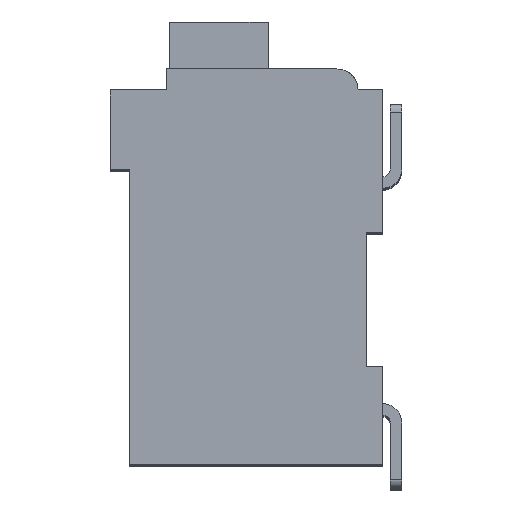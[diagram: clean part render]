
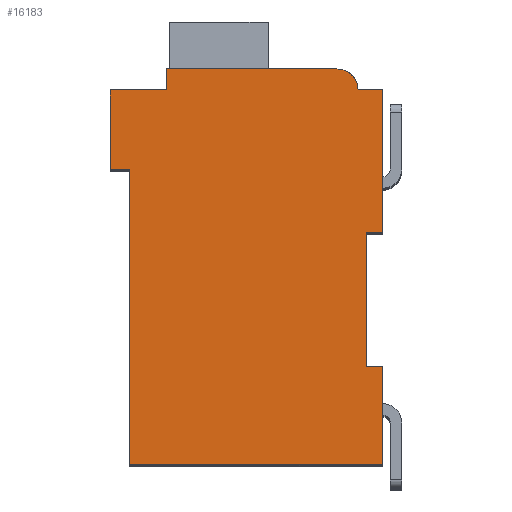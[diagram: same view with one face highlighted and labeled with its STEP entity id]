
A CAD part, top view. The second image highlights one B-rep face of the part: STEP entity #16183.
In plain terms, the highlighted planar face has unit normal (0, 0, 1).
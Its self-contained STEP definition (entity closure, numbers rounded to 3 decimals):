
#2958=DIRECTION('',(1.,0.,0.));
#2959=VECTOR('',#2958,0.5);
#2960=CARTESIAN_POINT('',(7.3,7.15,2.1));
#2961=LINE('',#2960,#2959);
#2962=DIRECTION('',(0.,1.,0.));
#2963=VECTOR('',#2962,4.15);
#2964=CARTESIAN_POINT('',(7.3,3.,2.1));
#2965=LINE('',#2964,#2963);
#2966=DIRECTION('',(-1.,0.,0.));
#2967=VECTOR('',#2966,0.5);
#2968=CARTESIAN_POINT('',(7.8,3.,2.1));
#2969=LINE('',#2968,#2967);
#2970=DIRECTION('',(0.,1.,0.));
#2971=VECTOR('',#2970,3.);
#2972=CARTESIAN_POINT('',(7.8,0.,2.1));
#2973=LINE('',#2972,#2971);
#2974=DIRECTION('',(1.,0.,0.));
#2975=VECTOR('',#2974,7.8);
#2976=CARTESIAN_POINT('',(0.,0.,2.1));
#2977=LINE('',#2976,#2975);
#2978=DIRECTION('',(0.,-1.,0.));
#2979=VECTOR('',#2978,9.1);
#2980=CARTESIAN_POINT('',(0.,9.1,2.1));
#2981=LINE('',#2980,#2979);
#2982=DIRECTION('',(1.,0.,0.));
#2983=VECTOR('',#2982,0.6);
#2984=CARTESIAN_POINT('',(-0.6,9.1,2.1));
#2985=LINE('',#2984,#2983);
#2986=DIRECTION('',(0.,-1.,0.));
#2987=VECTOR('',#2986,2.45);
#2988=CARTESIAN_POINT('',(-0.6,11.55,2.1));
#2989=LINE('',#2988,#2987);
#2990=DIRECTION('',(-1.,0.,0.));
#2991=VECTOR('',#2990,1.75);
#2992=CARTESIAN_POINT('',(1.15,11.55,2.1));
#2993=LINE('',#2992,#2991);
#2994=DIRECTION('',(0.,-1.,0.));
#2995=VECTOR('',#2994,0.65);
#2996=CARTESIAN_POINT('',(1.15,12.2,2.1));
#2997=LINE('',#2996,#2995);
#2998=DIRECTION('',(-1.,0.,0.));
#2999=VECTOR('',#2998,5.25);
#3000=CARTESIAN_POINT('',(6.4,12.2,2.1));
#3001=LINE('',#3000,#2999);
#3002=CARTESIAN_POINT('',(6.4,11.55,2.1));
#3003=DIRECTION('',(0.,0.,1.));
#3004=DIRECTION('',(1.,0.,0.));
#3005=AXIS2_PLACEMENT_3D('',#3002,#3003,#3004);
#3007=DIRECTION('',(-1.,0.,0.));
#3008=VECTOR('',#3007,0.75);
#3009=CARTESIAN_POINT('',(7.8,11.55,2.1));
#3010=LINE('',#3009,#3008);
#3011=DIRECTION('',(0.,1.,0.));
#3012=VECTOR('',#3011,4.4);
#3013=CARTESIAN_POINT('',(7.8,7.15,2.1));
#3014=LINE('',#3013,#3012);
#10419=CARTESIAN_POINT('',(7.3,7.15,2.1));
#10420=CARTESIAN_POINT('',(7.8,7.15,2.1));
#10421=VERTEX_POINT('',#10419);
#10422=VERTEX_POINT('',#10420);
#10423=CARTESIAN_POINT('',(7.8,11.55,2.1));
#10424=VERTEX_POINT('',#10423);
#10425=CARTESIAN_POINT('',(7.05,11.55,2.1));
#10426=VERTEX_POINT('',#10425);
#10427=CARTESIAN_POINT('',(6.4,12.2,2.1));
#10428=VERTEX_POINT('',#10427);
#10429=CARTESIAN_POINT('',(1.15,12.2,2.1));
#10430=VERTEX_POINT('',#10429);
#10431=CARTESIAN_POINT('',(1.15,11.55,2.1));
#10432=VERTEX_POINT('',#10431);
#10433=CARTESIAN_POINT('',(-0.6,11.55,2.1));
#10434=VERTEX_POINT('',#10433);
#10435=CARTESIAN_POINT('',(-0.6,9.1,2.1));
#10436=VERTEX_POINT('',#10435);
#10437=CARTESIAN_POINT('',(0.,9.1,2.1));
#10438=VERTEX_POINT('',#10437);
#10439=CARTESIAN_POINT('',(0.,0.,2.1));
#10440=VERTEX_POINT('',#10439);
#10441=CARTESIAN_POINT('',(7.8,0.,2.1));
#10442=VERTEX_POINT('',#10441);
#10443=CARTESIAN_POINT('',(7.8,3.,2.1));
#10444=VERTEX_POINT('',#10443);
#10445=CARTESIAN_POINT('',(7.3,3.,2.1));
#10446=VERTEX_POINT('',#10445);
#16159=CARTESIAN_POINT('',(0.,0.,2.1));
#16160=DIRECTION('',(0.,0.,1.));
#16161=DIRECTION('',(1.,0.,0.));
#16162=AXIS2_PLACEMENT_3D('',#16159,#16160,#16161);
#16163=PLANE('',#16162);
#16164=ORIENTED_EDGE('',*,*,#13660,.F.);
#16165=ORIENTED_EDGE('',*,*,#14196,.F.);
#16167=ORIENTED_EDGE('',*,*,#16166,.F.);
#16169=ORIENTED_EDGE('',*,*,#16168,.F.);
#16171=ORIENTED_EDGE('',*,*,#16170,.F.);
#16172=ORIENTED_EDGE('',*,*,#14608,.F.);
#16173=ORIENTED_EDGE('',*,*,#14720,.F.);
#16174=ORIENTED_EDGE('',*,*,#14919,.F.);
#16175=ORIENTED_EDGE('',*,*,#15123,.F.);
#16176=ORIENTED_EDGE('',*,*,#15192,.F.);
#16177=ORIENTED_EDGE('',*,*,#15511,.F.);
#16178=ORIENTED_EDGE('',*,*,#15975,.F.);
#16179=ORIENTED_EDGE('',*,*,#15863,.F.);
#16180=ORIENTED_EDGE('',*,*,#13952,.F.);
#16181=EDGE_LOOP('',(#16164,#16165,#16167,#16169,#16171,#16172,#16173,#16174,
#16175,#16176,#16177,#16178,#16179,#16180));
#16182=FACE_OUTER_BOUND('',#16181,.F.);
#3006=CIRCLE('',#3005,0.65);
#13660=EDGE_CURVE('',#10421,#10422,#2961,.T.);
#13952=EDGE_CURVE('',#10422,#10424,#3014,.T.);
#14196=EDGE_CURVE('',#10446,#10421,#2965,.T.);
#14608=EDGE_CURVE('',#10438,#10440,#2981,.T.);
#14720=EDGE_CURVE('',#10436,#10438,#2985,.T.);
#14919=EDGE_CURVE('',#10434,#10436,#2989,.T.);
#15123=EDGE_CURVE('',#10432,#10434,#2993,.T.);
#15192=EDGE_CURVE('',#10430,#10432,#2997,.T.);
#15511=EDGE_CURVE('',#10428,#10430,#3001,.T.);
#15863=EDGE_CURVE('',#10424,#10426,#3010,.T.);
#15975=EDGE_CURVE('',#10426,#10428,#3006,.T.);
#16166=EDGE_CURVE('',#10444,#10446,#2969,.T.);
#16168=EDGE_CURVE('',#10442,#10444,#2973,.T.);
#16170=EDGE_CURVE('',#10440,#10442,#2977,.T.);
#16183=ADVANCED_FACE('',(#16182),#16163,.T.);
